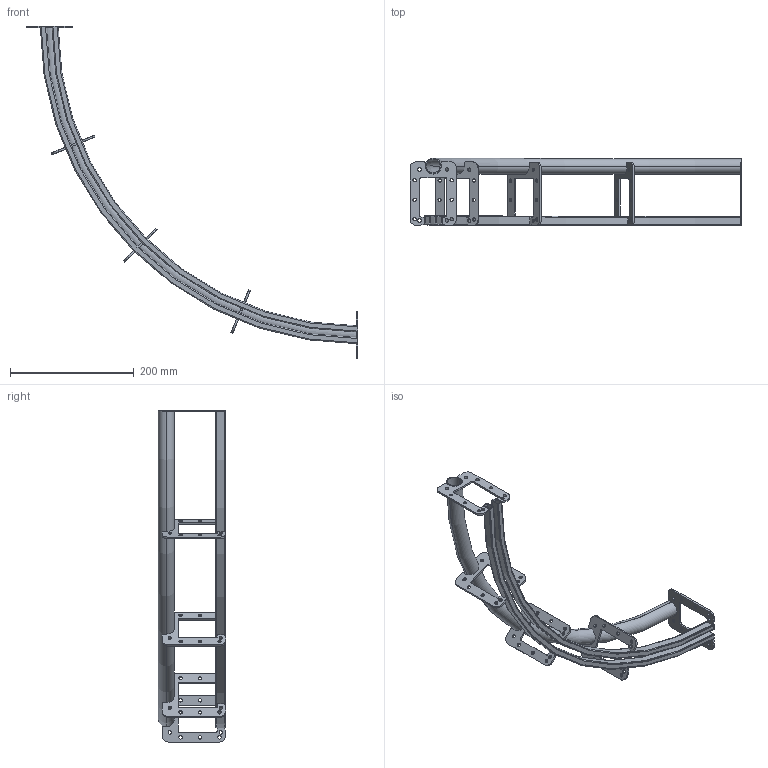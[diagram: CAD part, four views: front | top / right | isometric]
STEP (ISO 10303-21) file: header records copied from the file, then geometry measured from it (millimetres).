
FILE_DESCRIPTION (( 'STEP AP203' ), '1' );
FILE_NAME ('T63730.STEP', '2018-08-15T16:20:54', ( '' ), ( '' ), 'SwSTEP 2.0', 'SolidWorks 2016', '' );
FILE_SCHEMA (( 'CONFIG_CONTROL_DESIGN' ));
Length unit declared in the file: millimetre
Products named in the file (5): TH2677; T63730; TH3251; TH3250; TH3249
Assembly tree (8 placements, depth 2):
  T63730
    TH2677  x5
    TH3249
    TH3250
    TH3251
Bounding box: 537.5 x 109 x 537.5 mm (x, y, z)
Volume: 252288.1 mm3; surface area: 300274 mm2
Topology: 8 solids, 8 shells, 284 faces, 804 edges, 536 vertices
Faces by surface type: cylinder 163, plane 109, torus 12
Entity records: 3409 total; most frequent: DIRECTION 532, CARTESIAN_POINT 475, ORIENTED_EDGE 456, EDGE_CURVE 228, AXIS2_PLACEMENT_3D 209, VERTEX_POINT 152, LINE 114, CIRCLE 114
